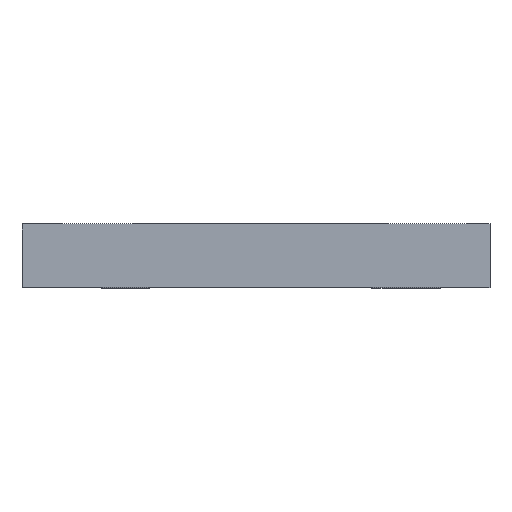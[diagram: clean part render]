
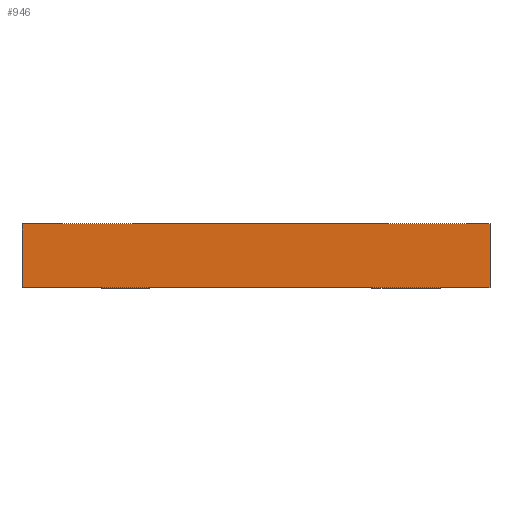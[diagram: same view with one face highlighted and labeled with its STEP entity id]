
A CAD part, top view. The second image highlights one B-rep face of the part: STEP entity #946.
In plain terms, the highlighted planar face has unit normal (0, 0, 1).
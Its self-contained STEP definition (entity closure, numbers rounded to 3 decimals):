
#32=FACE_OUTER_BOUND('',#79,.T.);
#79=EDGE_LOOP('',(#644,#645,#646,#647));
#146=LINE('',#1326,#281);
#147=LINE('',#1329,#282);
#148=LINE('',#1331,#283);
#149=LINE('',#1332,#284);
#281=VECTOR('',#1082,10.);
#282=VECTOR('',#1085,10.);
#283=VECTOR('',#1086,10.);
#284=VECTOR('',#1087,10.);
#411=VERTEX_POINT('',#1319);
#414=VERTEX_POINT('',#1324);
#415=VERTEX_POINT('',#1328);
#416=VERTEX_POINT('',#1330);
#506=EDGE_CURVE('',#411,#414,#146,.T.);
#507=EDGE_CURVE('',#415,#411,#147,.T.);
#508=EDGE_CURVE('',#416,#414,#148,.T.);
#509=EDGE_CURVE('',#415,#416,#149,.T.);
#644=ORIENTED_EDGE('',*,*,#507,.T.);
#645=ORIENTED_EDGE('',*,*,#506,.T.);
#646=ORIENTED_EDGE('',*,*,#508,.F.);
#647=ORIENTED_EDGE('',*,*,#509,.F.);
#899=PLANE('',#1008);
#946=ADVANCED_FACE('',(#32),#899,.T.);
#1008=AXIS2_PLACEMENT_3D('',#1327,#1083,#1084);
#1082=DIRECTION('',(0.,1.,0.));
#1083=DIRECTION('center_axis',(0.,0.,1.));
#1084=DIRECTION('ref_axis',(1.,0.,0.));
#1085=DIRECTION('',(1.,0.,0.));
#1086=DIRECTION('',(1.,0.,0.));
#1087=DIRECTION('',(0.,1.,0.));
#1319=CARTESIAN_POINT('',(49.,0.,45.));
#1324=CARTESIAN_POINT('',(49.,8.,45.));
#1326=CARTESIAN_POINT('',(49.,0.,45.));
#1327=CARTESIAN_POINT('Origin',(-10.,0.,45.));
#1328=CARTESIAN_POINT('',(-10.,0.,45.));
#1329=CARTESIAN_POINT('',(-10.,0.,45.));
#1330=CARTESIAN_POINT('',(-10.,8.,45.));
#1331=CARTESIAN_POINT('',(-10.,8.,45.));
#1332=CARTESIAN_POINT('',(-10.,0.,45.));
